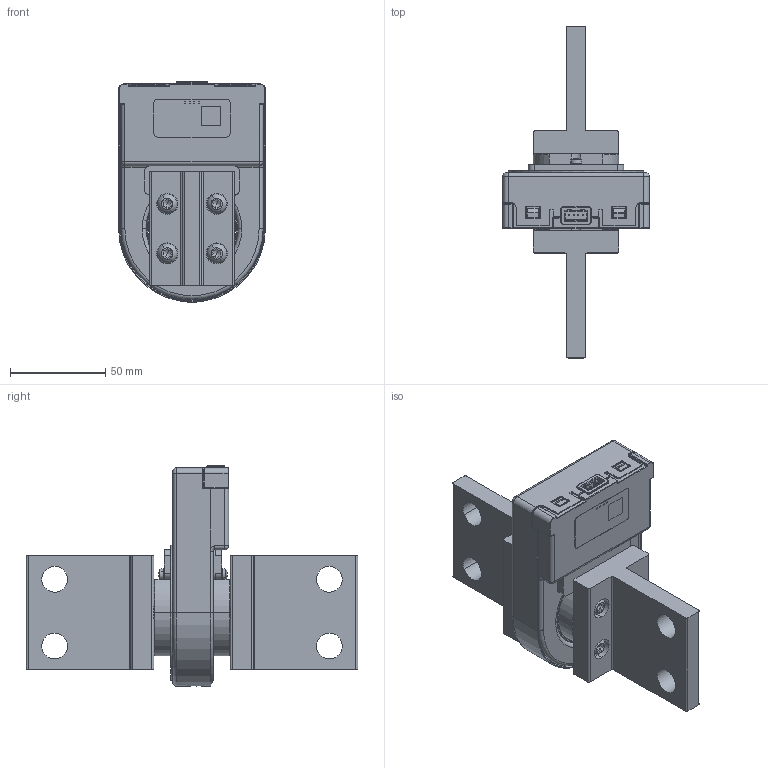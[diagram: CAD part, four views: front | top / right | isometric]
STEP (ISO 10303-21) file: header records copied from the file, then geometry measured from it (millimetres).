
FILE_DESCRIPTION(('CATIA V5 STEP Exchange'),'2;1');
FILE_NAME('1SDH001252R0369_APPL. NEUTRO ESTERNO 2000 UL.stp','2015-09-04T07:03:30+00:00',('none'),('none'),'CATIA Version 5 Release 20 SP 6 (IN-10)','CATIA V5 STEP AP203','none');
FILE_SCHEMA(('CONFIG_CONTROL_DESIGN'));
Products named in the file (1): RE3655804_1EP_000_02_APPL. NEUTRO ESTERNO 2000 UL_AllCATPart
Bounding box: 77 x 174 x 115.54 mm (x, y, z)
Volume: 231620.5 mm3; surface area: 119505.1 mm2
Topology: 1 solids, 102 shells, 1885 faces, 4866 edges, 3081 vertices
Faces by surface type: cylinder 756, plane 726, torus 195, sphere 89, bspline 69, cone 37, extrusion 11, revolution 2
Entity records: 59876 total; most frequent: CARTESIAN_POINT 18898, ORIENTED_EDGE 9018, DIRECTION 6538, EDGE_CURVE 4767, VERTEX_POINT 3081, AXIS2_PLACEMENT_3D 2863, VECTOR 2235, LINE 2224
